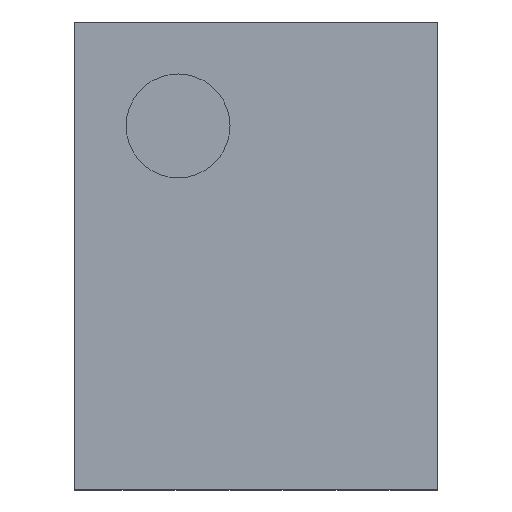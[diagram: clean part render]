
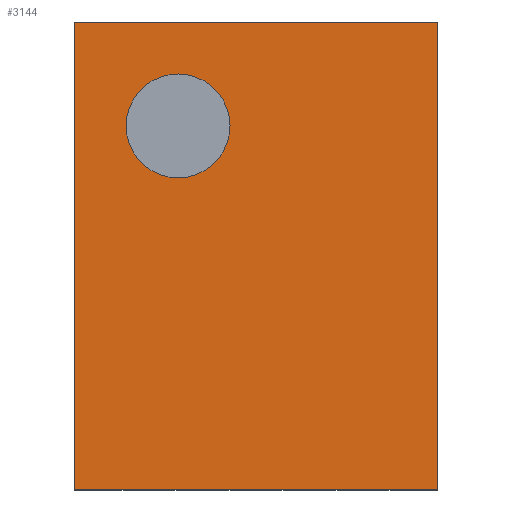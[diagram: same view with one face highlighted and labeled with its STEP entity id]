
A CAD part, top view. The second image highlights one B-rep face of the part: STEP entity #3144.
In plain terms, the highlighted planar face has unit normal (0, 0, 1).
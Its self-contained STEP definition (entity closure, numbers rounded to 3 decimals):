
#1622=CARTESIAN_POINT('',(-0.1,0.5,0.55));
#1623=VERTEX_POINT('',#1622);
#1632=CARTESIAN_POINT('',(-0.5,0.5,0.55));
#1633=VERTEX_POINT('',#1632);
#1634=CARTESIAN_POINT('',(-0.3,0.5,0.55));
#1635=DIRECTION('',(0.0,0.0,-1.0));
#1636=DIRECTION('',(1.0,0.0,0.0));
#1637=AXIS2_PLACEMENT_3D('',#1634,#1635,#1636);
#1638=CIRCLE('',#1637,0.2);
#1639=EDGE_CURVE('',#1633,#1623,#1638,.T.);
#2915=CARTESIAN_POINT('',(0.7,-0.9,0.55));
#2916=VERTEX_POINT('',#2915);
#2923=CARTESIAN_POINT('',(-0.7,-0.9,0.55));
#2924=VERTEX_POINT('',#2923);
#2925=CARTESIAN_POINT('',(0.7,-0.9,0.55));
#2926=DIRECTION('',(-1.0,0.0,0.0));
#2927=VECTOR('',#2926,1.4);
#2928=LINE('',#2925,#2927);
#2929=EDGE_CURVE('',#2916,#2924,#2928,.T.);
#2963=CARTESIAN_POINT('',(-0.7,0.9,0.55));
#2964=VERTEX_POINT('',#2963);
#2965=CARTESIAN_POINT('',(-0.7,-0.9,0.55));
#2966=DIRECTION('',(0.0,1.0,0.0));
#2967=VECTOR('',#2966,1.8);
#2968=LINE('',#2965,#2967);
#2969=EDGE_CURVE('',#2924,#2964,#2968,.T.);
#3011=CARTESIAN_POINT('',(-0.3,0.5,0.55));
#3012=DIRECTION('',(0.0,0.0,-1.0));
#3013=DIRECTION('',(1.0,0.0,0.0));
#3014=AXIS2_PLACEMENT_3D('',#3011,#3012,#3013);
#3015=CIRCLE('',#3014,0.2);
#3016=EDGE_CURVE('',#1623,#1633,#3015,.T.);
#3045=CARTESIAN_POINT('',(0.7,0.9,0.55));
#3046=VERTEX_POINT('',#3045);
#3053=CARTESIAN_POINT('',(0.7,0.9,0.55));
#3054=DIRECTION('',(0.0,-1.0,0.0));
#3055=VECTOR('',#3054,1.8);
#3056=LINE('',#3053,#3055);
#3057=EDGE_CURVE('',#3046,#2916,#3056,.T.);
#3102=CARTESIAN_POINT('',(-0.7,0.9,0.55));
#3103=DIRECTION('',(1.0,0.0,0.0));
#3104=VECTOR('',#3103,1.4);
#3105=LINE('',#3102,#3104);
#3106=EDGE_CURVE('',#2964,#3046,#3105,.T.);
#3129=CARTESIAN_POINT('',(0.,0.0,0.55));
#3130=DIRECTION('',(0.0,0.0,1.0));
#3131=DIRECTION('',(1.0,0.0,0.0));
#3132=AXIS2_PLACEMENT_3D('',#3129,#3130,#3131);
#3133=PLANE('',#3132);
#3134=ORIENTED_EDGE('',*,*,#3057,.F.);
#3135=ORIENTED_EDGE('',*,*,#3106,.F.);
#3136=ORIENTED_EDGE('',*,*,#2969,.F.);
#3137=ORIENTED_EDGE('',*,*,#2929,.F.);
#3138=EDGE_LOOP('',(#3134,#3135,#3136,#3137));
#3139=FACE_OUTER_BOUND('',#3138,.T.);
#3140=ORIENTED_EDGE('',*,*,#3016,.T.);
#3141=ORIENTED_EDGE('',*,*,#1639,.T.);
#3142=EDGE_LOOP('',(#3140,#3141));
#3143=FACE_BOUND('',#3142,.T.);
#3144=ADVANCED_FACE('',(#3139,#3143),#3133,.T.);
